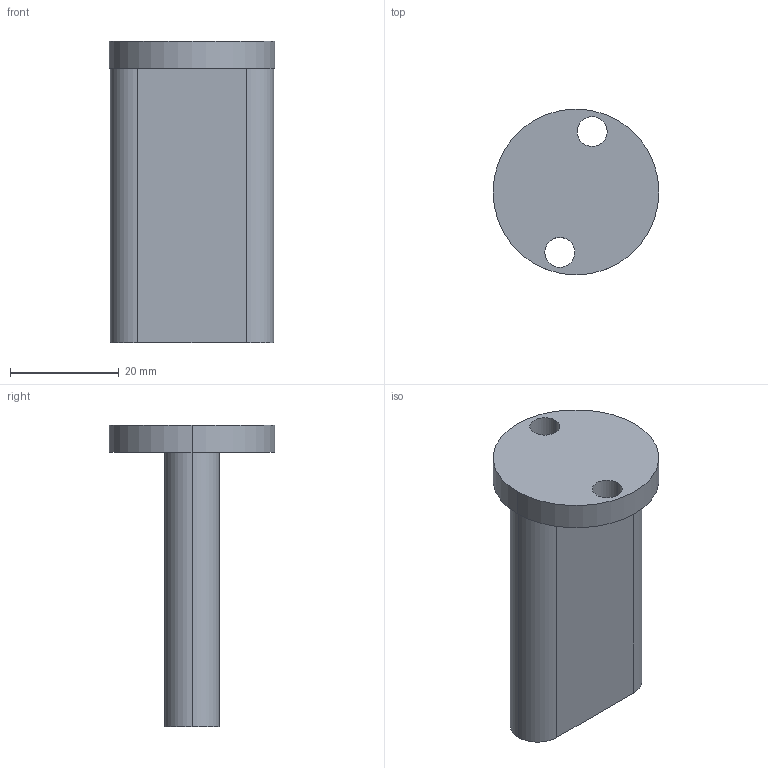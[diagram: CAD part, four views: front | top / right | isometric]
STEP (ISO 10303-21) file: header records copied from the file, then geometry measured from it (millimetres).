
FILE_DESCRIPTION (( 'STEP AP214' ), '1' );
FILE_NAME ('Valve gauche.STEP', '2022-03-30T11:49:04', ( '' ), ( '' ), 'SwSTEP 2.0', 'SolidWorks 2020', '' );
FILE_SCHEMA (( 'AUTOMOTIVE_DESIGN' ));
Length unit declared in the file: millimetre
Products named in the file (1): Valve gauche
Bounding box: 30.5 x 30.5 x 55.5 mm (x, y, z)
Volume: 17481.8 mm3; surface area: 5624.6 mm2
Topology: 1 solids, 1 shells, 14 faces, 33 edges, 22 vertices
Faces by surface type: cylinder 9, plane 5
Entity records: 457 total; most frequent: DIRECTION 81, CARTESIAN_POINT 70, ORIENTED_EDGE 66, EDGE_CURVE 33, AXIS2_PLACEMENT_3D 33, VERTEX_POINT 22, EDGE_LOOP 19, CIRCLE 18
